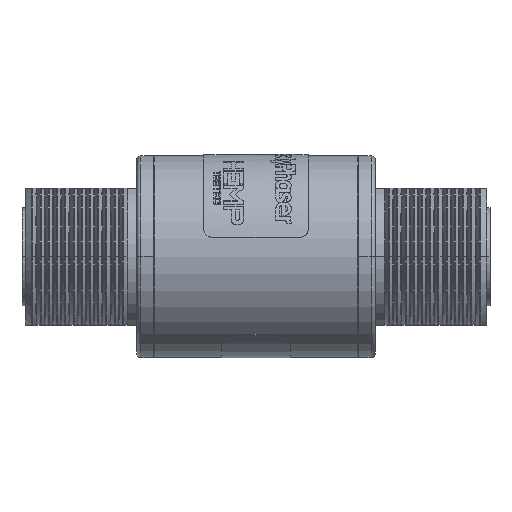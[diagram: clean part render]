
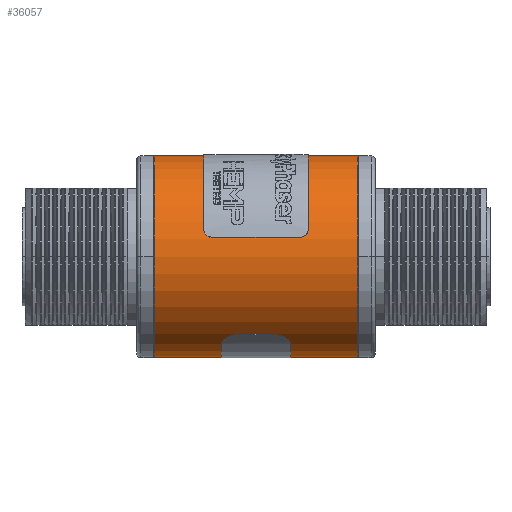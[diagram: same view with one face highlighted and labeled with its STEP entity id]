
A CAD part, front view. The second image highlights one B-rep face of the part: STEP entity #36057.
In plain terms, the highlighted cylindrical face has radius 18.415 mm (diameter 36.83 mm), a partial arc.
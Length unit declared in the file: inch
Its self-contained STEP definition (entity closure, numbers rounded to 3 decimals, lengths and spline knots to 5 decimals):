
#2463 = CARTESIAN_POINT ( 'NONE',  ( 0., 0., -0.725 ) ) ;
#2700 = VERTEX_POINT ( 'NONE', #24575 ) ;
#3034 = CARTESIAN_POINT ( 'NONE',  ( 0., 0., 0. ) ) ;
#5527 = AXIS2_PLACEMENT_3D ( 'NONE', #7171, #43621, #28938 ) ;
#7171 = CARTESIAN_POINT ( 'NONE',  ( 0., 0., 0. ) ) ;
#8382 = AXIS2_PLACEMENT_3D ( 'NONE', #3034, #17247, #24330 ) ;
#9167 = CIRCLE ( 'NONE', #8382, 0.725 ) ;
#11718 = VERTEX_POINT ( 'NONE', #26090 ) ;
#12415 = VERTEX_POINT ( 'NONE', #39986 ) ;
#14128 = CYLINDRICAL_SURFACE ( 'NONE', #5527, 0.725 ) ;
#14964 = VERTEX_POINT ( 'NONE', #44652 ) ;
#15302 = EDGE_LOOP ( 'NONE', ( #19724, #26007, #32741, #40210 ) ) ;
#15531 = CARTESIAN_POINT ( 'NONE',  ( 0., 0., 0.725 ) ) ;
#16043 = CARTESIAN_POINT ( 'NONE',  ( 1.46, 0., 0. ) ) ;
#17247 = DIRECTION ( 'NONE',  ( 1., 0., 0. ) ) ;
#19724 = ORIENTED_EDGE ( 'NONE', *, *, #45802, .F. ) ;
#21313 = LINE ( 'NONE', #2463, #31298 ) ;
#24330 = DIRECTION ( 'NONE',  ( 0., 0., -1. ) ) ;
#24575 = CARTESIAN_POINT ( 'NONE',  ( 1.46, 0., -0.725 ) ) ;
#24734 = DIRECTION ( 'NONE',  ( 1., 0., 0. ) ) ;
#26007 = ORIENTED_EDGE ( 'NONE', *, *, #27528, .T. ) ;
#26090 = CARTESIAN_POINT ( 'NONE',  ( 0., 0., -0.725 ) ) ;
#26454 = DIRECTION ( 'NONE',  ( 1., 0., 0. ) ) ;
#27528 = EDGE_CURVE ( 'NONE', #12415, #11718, #9167, .T. ) ;
#28938 = DIRECTION ( 'NONE',  ( 0., 0., -1. ) ) ;
#30088 = LINE ( 'NONE', #15531, #39221 ) ;
#30384 = CIRCLE ( 'NONE', #46467, 0.725 ) ;
#31298 = VECTOR ( 'NONE', #24734, 39.37008 ) ;
#32741 = ORIENTED_EDGE ( 'NONE', *, *, #37540, .T. ) ;
#33311 = FACE_OUTER_BOUND ( 'NONE', #15302, .T. ) ;
#34461 = DIRECTION ( 'NONE',  ( 0., 0., -1. ) ) ;
#36057 = ADVANCED_FACE ( 'NONE', ( #33311 ), #14128, .T. ) ;
#37271 = EDGE_CURVE ( 'NONE', #14964, #2700, #30384, .T. ) ;
#37540 = EDGE_CURVE ( 'NONE', #11718, #2700, #21313, .T. ) ;
#39221 = VECTOR ( 'NONE', #26454, 39.37008 ) ;
#39986 = CARTESIAN_POINT ( 'NONE',  ( 0., 0., 0.725 ) ) ;
#40210 = ORIENTED_EDGE ( 'NONE', *, *, #37271, .F. ) ;
#43621 = DIRECTION ( 'NONE',  ( 1., 0., 0. ) ) ;
#44652 = CARTESIAN_POINT ( 'NONE',  ( 1.46, 0., 0.725 ) ) ;
#45802 = EDGE_CURVE ( 'NONE', #12415, #14964, #30088, .T. ) ;
#45960 = DIRECTION ( 'NONE',  ( 1., 0., 0. ) ) ;
#46467 = AXIS2_PLACEMENT_3D ( 'NONE', #16043, #45960, #34461 ) ;
